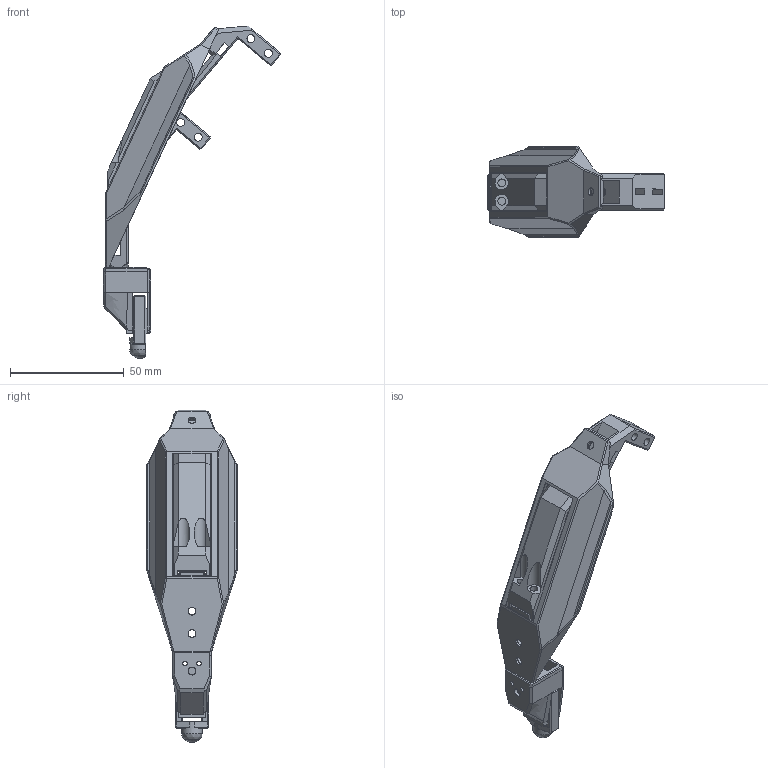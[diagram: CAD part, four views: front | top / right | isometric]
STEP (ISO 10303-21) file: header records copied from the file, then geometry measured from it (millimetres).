
FILE_DESCRIPTION(/* description */ (''),/* implementation_level */ '2;1');
FILE_NAME(/* name */ 'TibiaAndFootAssembly.step',/* time_stamp */ '2023-02-27T21:24:54-06:00',/* author */ (''),/* organization */ (''),/* preprocessor_version */ 'ST-DEVELOPER v19.2',/* originating_system */ 'Autodesk Translation Framework v11.17.0.187',/* authorisation */ '');
FILE_SCHEMA (('AUTOMOTIVE_DESIGN { 1 0 10303 214 3 1 1 }'));
Length unit declared in the file: millimetre
Products named in the file (8): TibiaAndFootAssembly; TibiaTop; FootAssembly; micro-switch-holder; TibiaBottom; SwitchCover; tip; ShieldV2
Assembly tree (7 placements, depth 3):
  TibiaAndFootAssembly
    TibiaTop
    FootAssembly
      micro-switch-holder
      TibiaBottom
      SwitchCover
      tip
    ShieldV2
Bounding box: 77.79 x 40 x 145.68 mm (x, y, z)
Volume: 29192 mm3; surface area: 28063 mm2
Topology: 6 solids, 6 shells, 548 faces, 1465 edges, 912 vertices
Faces by surface type: plane 458, cylinder 64, bspline 25, cone 1
Full cylindrical faces by diameter (mm): 2 x12, 2.2 x2, 2.36 x1, 3.5 x28
Entity records: 18083 total; most frequent: CARTESIAN_POINT 4151, ORIENTED_EDGE 2914, DIRECTION 2592, EDGE_CURVE 1457, LINE 1224, VECTOR 1224, VERTEX_POINT 912, AXIS2_PLACEMENT_3D 684
